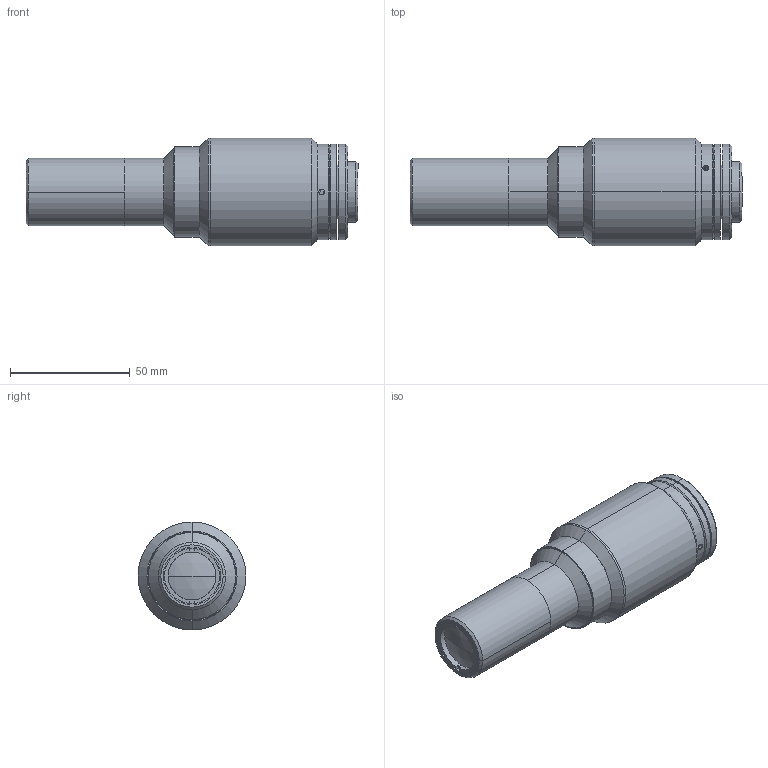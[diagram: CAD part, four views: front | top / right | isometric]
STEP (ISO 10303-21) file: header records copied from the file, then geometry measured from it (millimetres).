
FILE_DESCRIPTION (( 'STEP AP203' ), '1' );
FILE_NAME ('DP31990-A_TC4MHRP007-C.step', '2022-06-13T07:18:45', ( '' ), ( '' ), 'SwSTEP 2.0', 'SolidWorks 2021', '' );
FILE_SCHEMA (( 'CONFIG_CONTROL_DESIGN' ));
Length unit declared in the file: millimetre
Products named in the file (1): DP31990-A_TC4MHRP007-C
Bounding box: 138.45 x 45 x 45 mm (x, y, z)
Surface area: 22951.3 mm2 (no closed solid volume)
Topology: 0 solids, 13 shells, 83 faces, 218 edges, 151 vertices
Faces by surface type: cylinder 32, plane 31, cone 18, sphere 2
Entity records: 2849 total; most frequent: CARTESIAN_POINT 675, DIRECTION 478, ORIENTED_EDGE 358, EDGE_CURVE 218, AXIS2_PLACEMENT_3D 188, VERTEX_POINT 151, CIRCLE 104, VECTOR 102
